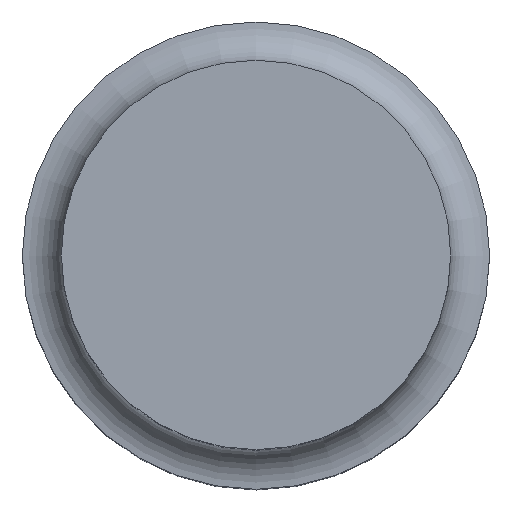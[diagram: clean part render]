
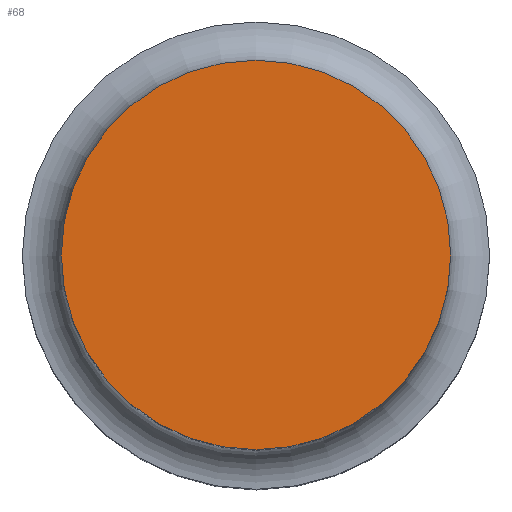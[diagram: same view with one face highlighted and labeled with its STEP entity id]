
A CAD part, top view. The second image highlights one B-rep face of the part: STEP entity #68.
In plain terms, the highlighted planar face has unit normal (0, 0, 1).
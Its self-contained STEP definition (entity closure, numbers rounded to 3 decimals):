
#16=PLANE('',#92);
#27=FACE_OUTER_BOUND('',#32,.T.);
#32=EDGE_LOOP('',(#62));
#36=CIRCLE('',#88,25.);
#40=VERTEX_POINT('',#125);
#45=EDGE_CURVE('',#40,#40,#36,.T.);
#62=ORIENTED_EDGE('',*,*,#45,.T.);
#68=ADVANCED_FACE('',(#27),#16,.T.);
#88=AXIS2_PLACEMENT_3D('',#126,#105,#106);
#92=AXIS2_PLACEMENT_3D('',#133,#115,#116);
#105=DIRECTION('center_axis',(0.,0.,1.));
#106=DIRECTION('ref_axis',(1.,0.,0.));
#115=DIRECTION('center_axis',(0.,0.,1.));
#116=DIRECTION('ref_axis',(1.,0.,0.));
#125=CARTESIAN_POINT('',(-25.,0.,50.));
#126=CARTESIAN_POINT('Origin',(0.,0.,50.));
#133=CARTESIAN_POINT('Origin',(0.,0.,50.));
